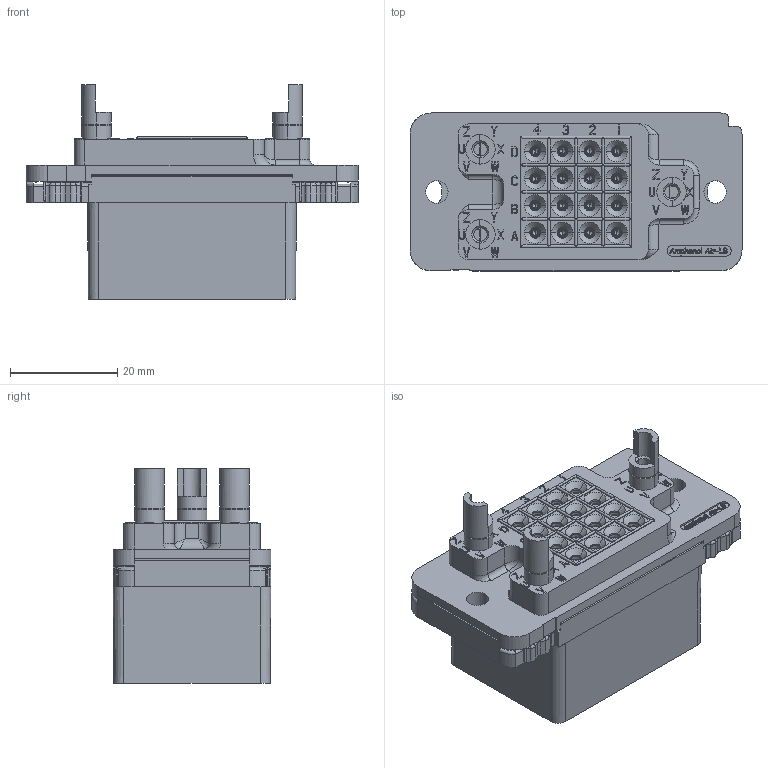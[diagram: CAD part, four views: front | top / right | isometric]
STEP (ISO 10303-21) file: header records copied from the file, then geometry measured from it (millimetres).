
FILE_DESCRIPTION((''),'2;1');
FILE_NAME('34108027001SRF','2020-02-11T',('presta_be4'),(''),'CREO PARAMETRIC BY PTC INC, 2018360','CREO PARAMETRIC BY PTC INC, 2018360','');
FILE_SCHEMA(('CONFIG_CONTROL_DESIGN'));
Products named in the file (1): 34108027001SRF
Bounding box: 62 x 29.5 x 40.15 mm (x, y, z)
Volume: 27294 mm3; surface area: 30792.5 mm2
Topology: 1 solids, 1 shells, 3992 faces, 11084 edges, 7203 vertices
Faces by surface type: plane 2620, cylinder 602, cone 304, extrusion 304, torus 146, bspline 12, sphere 4
Entity records: 136463 total; most frequent: CARTESIAN_POINT 35196, ORIENTED_EDGE 22104, DIRECTION 19367, EDGE_CURVE 11052, VECTOR 7947, LINE 7643, VERTEX_POINT 7203, AXIS2_PLACEMENT_3D 5710
